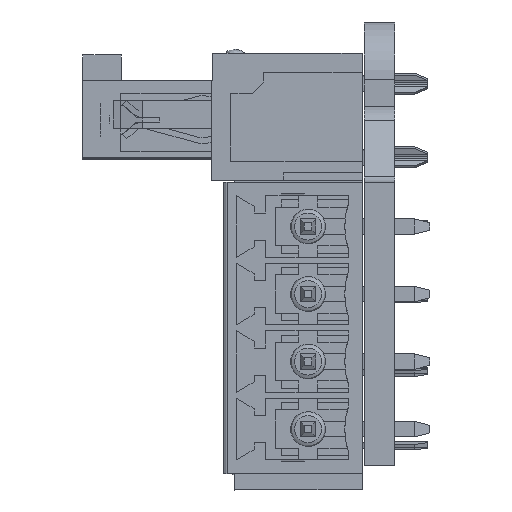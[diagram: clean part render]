
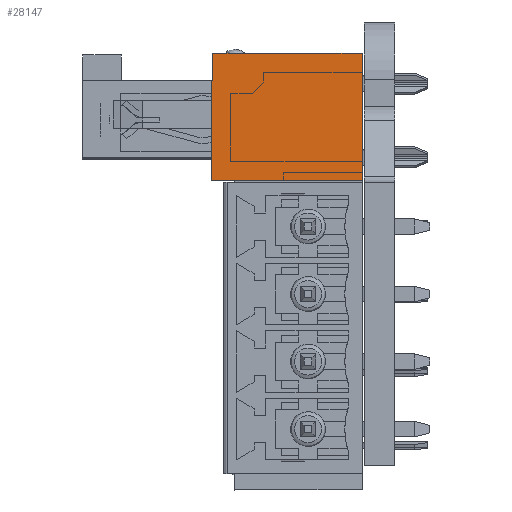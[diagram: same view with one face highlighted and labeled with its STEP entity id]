
A CAD part, left-side view. The second image highlights one B-rep face of the part: STEP entity #28147.
In plain terms, the highlighted planar face has unit normal (-1, 0, 0).
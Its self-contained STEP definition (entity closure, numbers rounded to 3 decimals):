
#24193=CARTESIAN_POINT('',(-3.315,7.8,1.6));
#24194=VERTEX_POINT('',#24193);
#24195=CARTESIAN_POINT('',(-3.315,7.82,1.62));
#24196=VERTEX_POINT('',#24195);
#24197=CARTESIAN_POINT('',(-3.315,7.82,1.6));
#24198=DIRECTION('',(-1.0,0.,0.));
#24199=DIRECTION('',(0.,-1.0,0.));
#24200=AXIS2_PLACEMENT_3D('',#24197,#24198,#24199);
#24201=CIRCLE('',#24200,0.02);
#24202=EDGE_CURVE('',#24194,#24196,#24201,.T.);
#24235=CARTESIAN_POINT('',(-3.315,7.83,1.62));
#24236=VERTEX_POINT('',#24235);
#24237=CARTESIAN_POINT('',(-3.315,7.85,1.6));
#24238=VERTEX_POINT('',#24237);
#24239=CARTESIAN_POINT('',(-3.315,7.83,1.6));
#24240=DIRECTION('',(-1.0,0.,0.));
#24241=DIRECTION('',(0.,0.,1.0));
#24242=AXIS2_PLACEMENT_3D('',#24239,#24240,#24241);
#24243=CIRCLE('',#24242,0.02);
#24244=EDGE_CURVE('',#24236,#24238,#24243,.T.);
#24277=CARTESIAN_POINT('',(-3.315,9.45,1.59));
#24278=VERTEX_POINT('',#24277);
#24279=CARTESIAN_POINT('',(-3.315,7.85,1.59));
#24280=VERTEX_POINT('',#24279);
#24281=CARTESIAN_POINT('',(-3.315,9.45,1.59));
#24282=DIRECTION('',(0.0,-1.0,0.0));
#24283=VECTOR('',#24282,1.0);
#24284=LINE('',#24281,#24283);
#24285=EDGE_CURVE('',#24278,#24280,#24284,.T.);
#24461=CARTESIAN_POINT('',(-3.315,7.8,1.59));
#24462=VERTEX_POINT('',#24461);
#24469=CARTESIAN_POINT('',(-3.315,1.7,1.59));
#24470=VERTEX_POINT('',#24469);
#24471=CARTESIAN_POINT('',(-3.315,7.8,1.59));
#24472=DIRECTION('',(0.0,-1.0,0.0));
#24473=VECTOR('',#24472,1.0);
#24474=LINE('',#24471,#24473);
#24475=EDGE_CURVE('',#24462,#24470,#24474,.T.);
#28080=CARTESIAN_POINT('',(-3.315,9.89,1.952));
#28081=DIRECTION('',(1.0,0.0,0.0));
#28082=DIRECTION('',(0.0,-1.0,0.));
#28083=AXIS2_PLACEMENT_3D('',#28080,#28081,#28082);
#28084=PLANE('',#28083);
#28085=CARTESIAN_POINT('',(-3.315,7.8,1.6));
#28086=DIRECTION('',(0.0,0.0,-1.0));
#28087=VECTOR('',#28086,1.);
#28088=LINE('',#28085,#28087);
#28089=EDGE_CURVE('',#24194,#24462,#28088,.T.);
#28090=ORIENTED_EDGE('',*,*,#28089,.F.);
#28091=ORIENTED_EDGE('',*,*,#24202,.T.);
#28092=CARTESIAN_POINT('',(-3.315,7.83,1.62));
#28093=DIRECTION('',(0.0,-1.0,0.0));
#28094=VECTOR('',#28093,1.0);
#28095=LINE('',#28092,#28094);
#28096=EDGE_CURVE('',#24236,#24196,#28095,.T.);
#28097=ORIENTED_EDGE('',*,*,#28096,.F.);
#28098=ORIENTED_EDGE('',*,*,#24244,.T.);
#28099=CARTESIAN_POINT('',(-3.315,7.85,1.59));
#28100=DIRECTION('',(0.0,0.0,1.0));
#28101=VECTOR('',#28100,1.0);
#28102=LINE('',#28099,#28101);
#28103=EDGE_CURVE('',#24280,#24238,#28102,.T.);
#28104=ORIENTED_EDGE('',*,*,#28103,.F.);
#28105=ORIENTED_EDGE('',*,*,#24285,.F.);
#28106=CARTESIAN_POINT('',(-3.315,9.45,0.19));
#28107=VERTEX_POINT('',#28106);
#28108=CARTESIAN_POINT('',(-3.315,9.45,0.19));
#28109=DIRECTION('',(0.0,0.0,1.0));
#28110=VECTOR('',#28109,1.);
#28111=LINE('',#28108,#28110);
#28112=EDGE_CURVE('',#28107,#24278,#28111,.T.);
#28113=ORIENTED_EDGE('',*,*,#28112,.F.);
#28114=CARTESIAN_POINT('',(-3.315,9.5,0.19));
#28115=VERTEX_POINT('',#28114);
#28116=CARTESIAN_POINT('',(-3.315,9.5,0.19));
#28117=DIRECTION('',(0.0,-1.0,0.0));
#28118=VECTOR('',#28117,1.0);
#28119=LINE('',#28116,#28118);
#28120=EDGE_CURVE('',#28115,#28107,#28119,.T.);
#28121=ORIENTED_EDGE('',*,*,#28120,.F.);
#28122=CARTESIAN_POINT('',(-3.315,9.5,-5.01));
#28123=VERTEX_POINT('',#28122);
#28124=CARTESIAN_POINT('',(-3.315,9.5,-5.01));
#28125=DIRECTION('',(0.0,0.0,1.0));
#28126=VECTOR('',#28125,1.0);
#28127=LINE('',#28124,#28126);
#28128=EDGE_CURVE('',#28123,#28115,#28127,.T.);
#28129=ORIENTED_EDGE('',*,*,#28128,.F.);
#28130=CARTESIAN_POINT('',(-3.315,1.7,-5.01));
#28131=VERTEX_POINT('',#28130);
#28132=CARTESIAN_POINT('',(-3.315,1.7,-5.01));
#28133=DIRECTION('',(0.0,1.0,0.0));
#28134=VECTOR('',#28133,1.);
#28135=LINE('',#28132,#28134);
#28136=EDGE_CURVE('',#28131,#28123,#28135,.T.);
#28137=ORIENTED_EDGE('',*,*,#28136,.F.);
#28138=CARTESIAN_POINT('',(-3.315,1.7,1.59));
#28139=DIRECTION('',(0.0,0.0,-1.0));
#28140=VECTOR('',#28139,1.0);
#28141=LINE('',#28138,#28140);
#28142=EDGE_CURVE('',#24470,#28131,#28141,.T.);
#28143=ORIENTED_EDGE('',*,*,#28142,.F.);
#28144=ORIENTED_EDGE('',*,*,#24475,.F.);
#28145=EDGE_LOOP('',(#28090,#28091,#28097,#28098,#28104,#28105,#28113,#28121,#28129,#28137,#28143,#28144));
#28146=FACE_OUTER_BOUND('',#28145,.T.);
#28147=ADVANCED_FACE('',(#28146),#28084,.F.);
